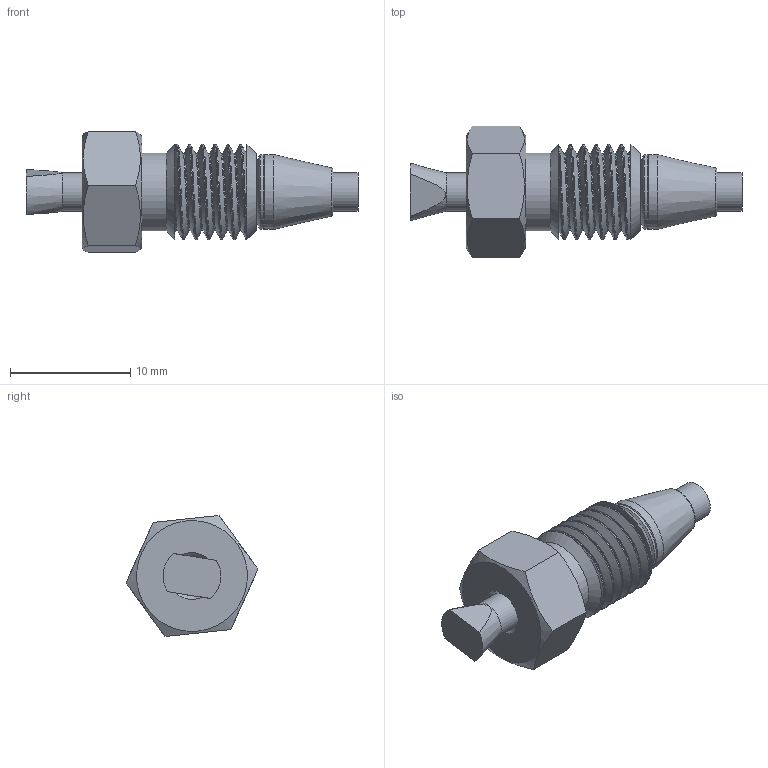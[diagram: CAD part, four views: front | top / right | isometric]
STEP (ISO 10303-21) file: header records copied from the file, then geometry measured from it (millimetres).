
FILE_DESCRIPTION((''),'2;1');
FILE_NAME('305036-ZP2 Plug.stp','2013-08-22T11:23:43',('Franzp'),(''),'Autodesk Inventor 2013','Autodesk Inventor 2013','');
FILE_SCHEMA(('AUTOMOTIVE_DESIGN { 1 0 10303 214 1 1 1 1 }'));
Length unit declared in the file: millimetre
Products named in the file (4): 305036; 311902; 310160; 310153
Assembly tree (3 placements, depth 2):
  305036
    311902
    310160
    310153
Bounding box: 27.56 x 10.94 x 10.04 mm (x, y, z)
Volume: 947.8 mm3; surface area: 1565.9 mm2
Topology: 4 solids, 4 shells, 48 faces, 102 edges, 66 vertices
Faces by surface type: plane 20, cone 11, cylinder 9, bspline 6, torus 2
Full cylindrical faces by diameter (mm): 3.175 x1, 3.264 x1, 3.3 x1, 6.223 x2, 6.368 x2, 6.477 x1
Entity records: 3556 total; most frequent: CARTESIAN_POINT 2593, DIRECTION 172, ORIENTED_EDGE 148, AXIS2_PLACEMENT_3D 82, EDGE_LOOP 79, EDGE_CURVE 74, VERTEX_POINT 59, FACE_OUTER_BOUND 48
